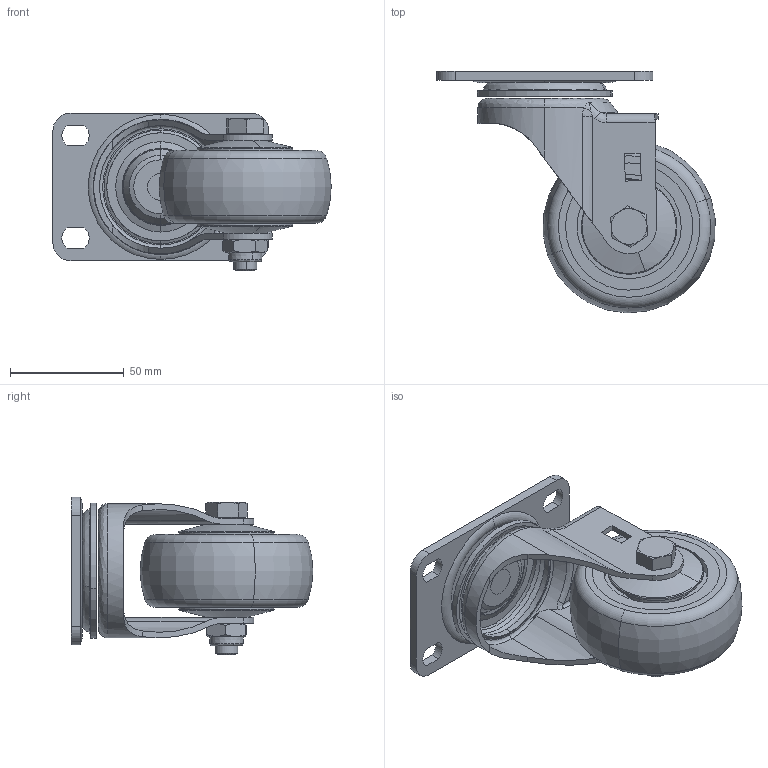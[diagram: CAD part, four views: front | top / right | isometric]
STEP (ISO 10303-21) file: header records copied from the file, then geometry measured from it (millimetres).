
FILE_DESCRIPTION (( 'STEP AP203' ), '1' );
FILE_NAME ('11390300172013.STEP', '2025-04-17T05:43:18', ( '20241006' ), ( '' ), 'SwSTEP 2.0', 'SolidWorks 2021', '' );
FILE_SCHEMA (( 'CONFIG_CONTROL_DESIGN' ));
Length unit declared in the file: millimetre
Products named in the file (9): hexagon head bolts gb_GB_FASTENER_BOLT_SB A M10X60-N_2__A_O.STEP^11390300262023(2)_11390300262023; 39_________P_4__A_O.STEP^11390300262023(2)_11390300262023; 3___o___1__A_O.STEP^11390300262023(2)_11390300262023; 11390300262023(2)^11390300262023; 11390300172013; ______A_O.STEP^11390300262023(2)_11390300262023; 39_________T___3__A_O.STEP^11390300262023(2)_11390300262023; 314______^11390300262023(2)_11390300262023; M10_2_2__A_O.STEP^11390300262023(2)_11390300262023
Assembly tree (8 placements, depth 3):
  11390300172013
    11390300262023(2)^11390300262023
      3___o___1__A_O.STEP^11390300262023(2)_11390300262023
      39_________P_4__A_O.STEP^11390300262023(2)_11390300262023
      39_________T___3__A_O.STEP^11390300262023(2)_11390300262023
      hexagon head bolts gb_GB_FASTENER_BOLT_SB A M10X60-N_2__A_O.STEP^11390300262023(2)_11390300262023
      M10_2_2__A_O.STEP^11390300262023(2)_11390300262023
      ______A_O.STEP^11390300262023(2)_11390300262023
      314______^11390300262023(2)_11390300262023
Bounding box: 122.42 x 106.33 x 69.47 mm (x, y, z)
Volume: 189049.7 mm3; surface area: 61008.8 mm2
Topology: 7 solids, 7 shells, 244 faces, 580 edges, 361 vertices
Faces by surface type: plane 76, cylinder 69, cone 39, bspline 34, torus 22, sphere 4
Entity records: 10701 total; most frequent: CARTESIAN_POINT 4229, DIRECTION 1177, ORIENTED_EDGE 1156, EDGE_CURVE 578, AXIS2_PLACEMENT_3D 491, VERTEX_POINT 361, EDGE_LOOP 281, CIRCLE 269
